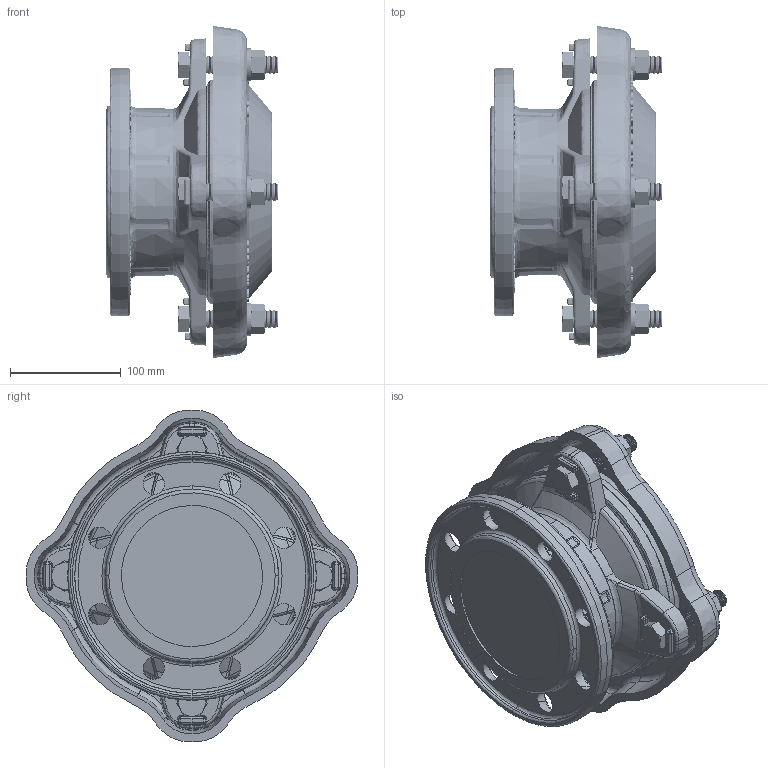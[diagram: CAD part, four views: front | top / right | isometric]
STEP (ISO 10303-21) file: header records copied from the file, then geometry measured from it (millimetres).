
FILE_DESCRIPTION (( 'STEP AP214' ), '1' );
FILE_NAME ('Junta Flange Mult GFIX DN100x100-130.STEP', '2014-10-28T09:36:45', ( '' ), ( '' ), 'SwSTEP 2.0', 'SolidWorks 2014', '' );
FILE_SCHEMA (( 'AUTOMOTIVE_DESIGN' ));
Length unit declared in the file: millimetre
Products named in the file (1): Junta Flange Mult GFIX DN100x100-130
Bounding box: 154.8 x 300.35 x 300.35 mm (x, y, z)
Volume: 4208966 mm3; surface area: 340542.2 mm2
Topology: 5 solids, 5 shells, 3928 faces, 9373 edges, 5564 vertices
Faces by surface type: bspline 1632, cone 1240, cylinder 580, plane 470, torus 6
Entity records: 304809 total; most frequent: CARTESIAN_POINT 209673, ORIENTED_EDGE 18730, DIRECTION 11086, EDGE_CURVE 9365, VERTEX_POINT 5564, B_SPLINE_CURVE_WITH_KNOTS 4837, AXIS2_PLACEMENT_3D 4461, EDGE_LOOP 4077
